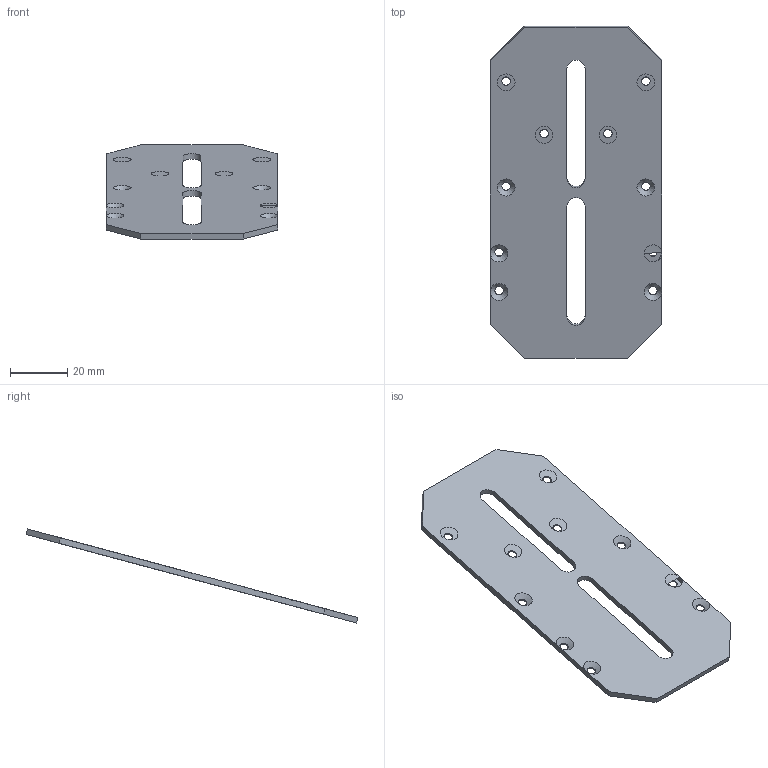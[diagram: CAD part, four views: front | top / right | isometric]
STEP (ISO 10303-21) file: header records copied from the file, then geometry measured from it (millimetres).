
FILE_DESCRIPTION(/* description */ (''),/* implementation_level */ '2;1');
FILE_NAME(/* name */ 'CM_MountPlate.step',/* time_stamp */ '2023-05-24T10:54:21+08:00',/* author */ (''),/* organization */ (''),/* preprocessor_version */ 'ST-DEVELOPER v19.2',/* originating_system */ 'Autodesk Translation Framework v12.4.0.73',/* authorisation */ '');
FILE_SCHEMA (('AUTOMOTIVE_DESIGN { 1 0 10303 214 3 1 1 }'));
Length unit declared in the file: millimetre
Products named in the file (1): CM_MountPlate
Bounding box: 60 x 116.43 x 32.99 mm (x, y, z)
Volume: 12376.4 mm3; surface area: 13736.4 mm2
Topology: 1 solids, 1 shells, 38 faces, 110 edges, 70 vertices
Faces by surface type: plane 14, cylinder 14, cone 10
Full cylindrical faces by diameter (mm): 3 x10
Entity records: 1336 total; most frequent: CARTESIAN_POINT 231, DIRECTION 222, ORIENTED_EDGE 220, EDGE_CURVE 110, AXIS2_PLACEMENT_3D 79, VERTEX_POINT 70, LINE 64, VECTOR 64
